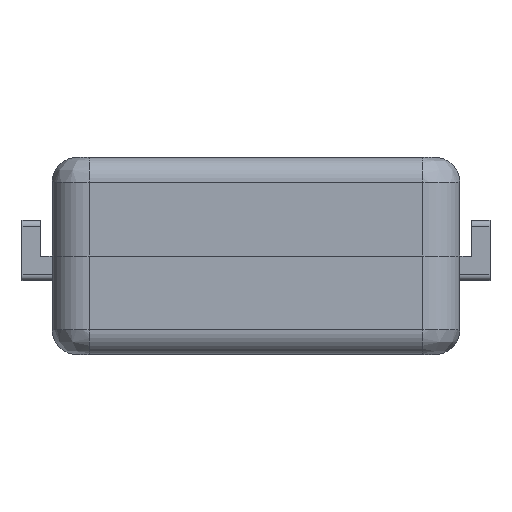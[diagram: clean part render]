
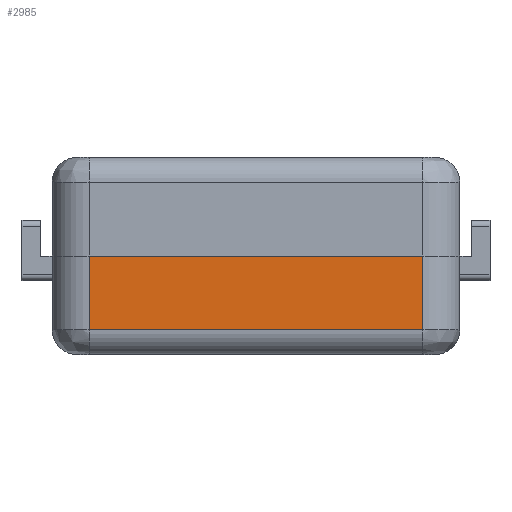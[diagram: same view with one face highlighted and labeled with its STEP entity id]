
A CAD part, front view. The second image highlights one B-rep face of the part: STEP entity #2985.
In plain terms, the highlighted planar face has unit normal (0, -1, 0).
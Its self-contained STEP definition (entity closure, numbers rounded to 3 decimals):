
#2985 = ADVANCED_FACE( '', ( #6010 ), #6011, .F. );
#6010 = FACE_OUTER_BOUND( '', #9267, .T. );
#6011 = PLANE( '', #9268 );
#9267 = EDGE_LOOP( '', ( #18756, #18757, #18758, #18759 ) );
#9268 = AXIS2_PLACEMENT_3D( '', #18760, #18761, #18762 );
#18756 = ORIENTED_EDGE( '', *, *, #19887, .F. );
#18757 = ORIENTED_EDGE( '', *, *, #22467, .T. );
#18758 = ORIENTED_EDGE( '', *, *, #22510, .T. );
#18759 = ORIENTED_EDGE( '', *, *, #21154, .T. );
#18760 = CARTESIAN_POINT( '', ( -16.55, -42.25, 8. ) );
#18761 = DIRECTION( '', ( 0., 1., 0. ) );
#18762 = DIRECTION( '', ( 0., 0., 1. ) );
#19887 = EDGE_CURVE( '', #24289, #24291, #24292, .T. );
#21154 = EDGE_CURVE( '', #23709, #24291, #26259, .F. );
#22467 = EDGE_CURVE( '', #24289, #26385, #27937, .T. );
#22510 = EDGE_CURVE( '', #26385, #23709, #27981, .T. );
#23709 = VERTEX_POINT( '', #29844 );
#24289 = VERTEX_POINT( '', #30713 );
#24291 = VERTEX_POINT( '', #30715 );
#24292 = LINE( '', #30716, #30717 );
#26259 = LINE( '', #33926, #33927 );
#26385 = VERTEX_POINT( '', #34115 );
#27937 = LINE( '', #36703, #36704 );
#27981 = LINE( '', #36765, #36766 );
#29844 = CARTESIAN_POINT( '', ( 13.55, -42.25, 2. ) );
#30713 = CARTESIAN_POINT( '', ( -13.55, -42.25, 8. ) );
#30715 = CARTESIAN_POINT( '', ( 13.55, -42.25, 8. ) );
#30716 = CARTESIAN_POINT( '', ( -16.55, -42.25, 8. ) );
#30717 = VECTOR( '', #37765, 1000. );
#33926 = CARTESIAN_POINT( '', ( 13.55, -42.25, 8. ) );
#33927 = VECTOR( '', #38828, 1000. );
#34115 = CARTESIAN_POINT( '', ( -13.55, -42.25, 2. ) );
#36703 = CARTESIAN_POINT( '', ( -13.55, -42.25, 8. ) );
#36704 = VECTOR( '', #39787, 1000. );
#36765 = CARTESIAN_POINT( '', ( -16.55, -42.25, 2. ) );
#36766 = VECTOR( '', #39811, 1000. );
#37765 = DIRECTION( '', ( 1., 0., 0. ) );
#38828 = DIRECTION( '', ( 0., 0., -1. ) );
#39787 = DIRECTION( '', ( 0., 0., -1. ) );
#39811 = DIRECTION( '', ( 1., 0., 0. ) );
